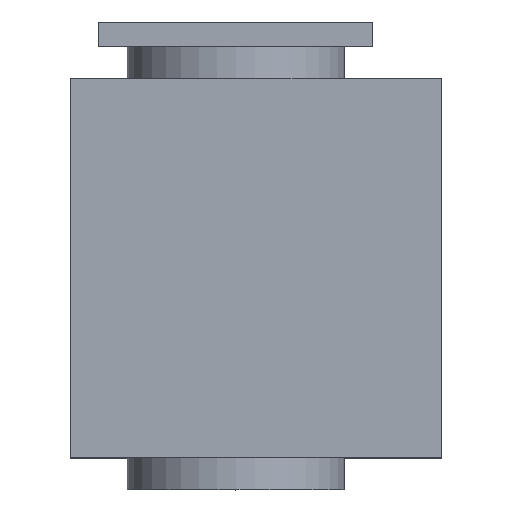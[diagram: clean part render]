
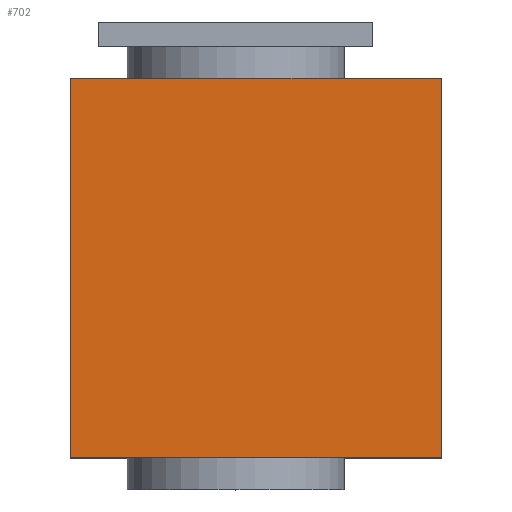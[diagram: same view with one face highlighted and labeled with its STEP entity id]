
A CAD part, top view. The second image highlights one B-rep face of the part: STEP entity #702.
In plain terms, the highlighted planar face has unit normal (0, 0, 1).
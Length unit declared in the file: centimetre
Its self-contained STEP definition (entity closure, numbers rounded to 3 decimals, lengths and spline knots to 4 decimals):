
#136=FACE_OUTER_BOUND('',#197,.T.);
#197=EDGE_LOOP('',(#569,#570,#571,#572,#573,#574));
#244=LINE('',#1161,#290);
#245=LINE('',#1163,#291);
#249=LINE('',#1199,#295);
#250=LINE('',#1204,#296);
#252=LINE('',#1207,#298);
#254=LINE('',#1210,#300);
#290=VECTOR('',#943,1.);
#291=VECTOR('',#944,1.);
#295=VECTOR('',#986,1.);
#296=VECTOR('',#991,1.);
#298=VECTOR('',#995,1.);
#300=VECTOR('',#999,1.);
#340=VERTEX_POINT('',#1151);
#343=VERTEX_POINT('',#1159);
#344=VERTEX_POINT('',#1162);
#356=VERTEX_POINT('',#1196);
#357=VERTEX_POINT('',#1198);
#359=VERTEX_POINT('',#1203);
#415=EDGE_CURVE('',#340,#343,#244,.T.);
#416=EDGE_CURVE('',#344,#340,#245,.T.);
#429=EDGE_CURVE('',#357,#356,#249,.T.);
#432=EDGE_CURVE('',#359,#357,#250,.T.);
#434=EDGE_CURVE('',#359,#343,#252,.T.);
#436=EDGE_CURVE('',#356,#344,#254,.T.);
#569=ORIENTED_EDGE('',*,*,#432,.T.);
#570=ORIENTED_EDGE('',*,*,#429,.T.);
#571=ORIENTED_EDGE('',*,*,#436,.T.);
#572=ORIENTED_EDGE('',*,*,#416,.T.);
#573=ORIENTED_EDGE('',*,*,#415,.T.);
#574=ORIENTED_EDGE('',*,*,#434,.F.);
#661=PLANE('',#799);
#702=ADVANCED_FACE('',(#136),#661,.F.);
#799=AXIS2_PLACEMENT_3D('',#1209,#997,#998);
#943=DIRECTION('',(-1.,0.,0.));
#944=DIRECTION('',(-1.,0.,0.));
#986=DIRECTION('',(1.,0.,0.));
#991=DIRECTION('',(1.,0.,0.));
#995=DIRECTION('',(0.,1.,0.));
#997=DIRECTION('center_axis',(0.,0.,
-1.));
#998=DIRECTION('ref_axis',(-1.,0.,0.));
#999=DIRECTION('',(0.,1.,0.));
#1151=CARTESIAN_POINT('',(-39.7,54.3489,6.4017));
#1159=CARTESIAN_POINT('',(-41.75,54.3489,6.4017));
#1161=CARTESIAN_POINT('',(-41.75,54.3489,6.4017));
#1162=CARTESIAN_POINT('',(-37.15,54.3489,6.4017));
#1163=CARTESIAN_POINT('',(-41.75,54.3489,6.4017));
#1196=CARTESIAN_POINT('',(-37.15,49.6489,6.4017));
#1198=CARTESIAN_POINT('',(-39.7,49.6489,6.4017));
#1199=CARTESIAN_POINT('',(-41.75,49.6489,6.4017));
#1203=CARTESIAN_POINT('',(-41.75,49.6489,6.4017));
#1204=CARTESIAN_POINT('',(-41.75,49.6489,6.4017));
#1207=CARTESIAN_POINT('',(-41.75,49.6489,6.4017));
#1209=CARTESIAN_POINT('Origin',(-37.15,49.6489,6.4017));
#1210=CARTESIAN_POINT('',(-37.15,49.6489,6.4017));
